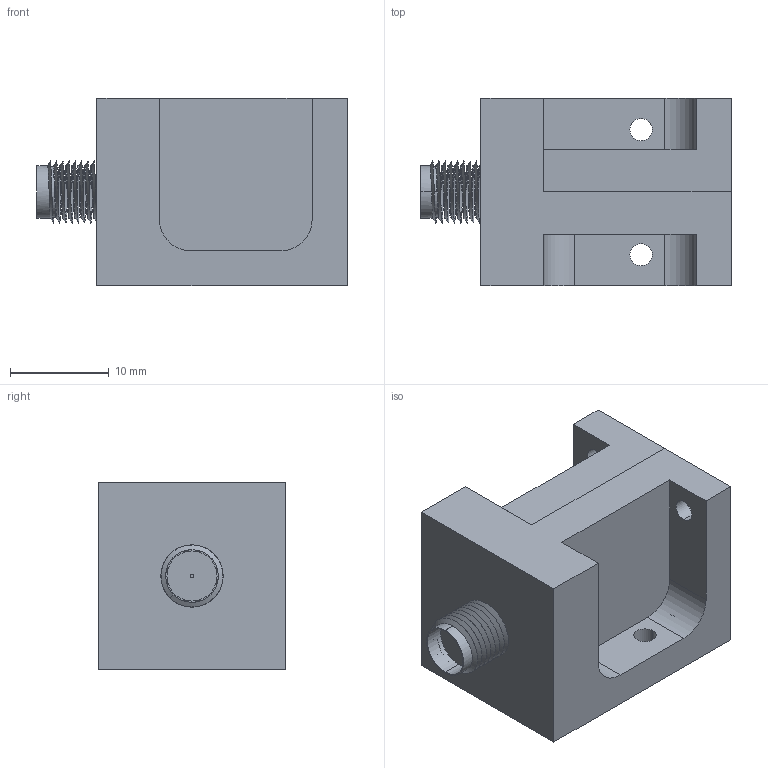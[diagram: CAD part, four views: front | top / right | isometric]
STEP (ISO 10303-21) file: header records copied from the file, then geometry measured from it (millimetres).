
FILE_DESCRIPTION (( 'STEP AP203' ), '1' );
FILE_NAME ('SFB-28-N1.STEP', '2018-08-28T21:22:12', ( '' ), ( '' ), 'SwSTEP 2.0', 'SolidWorks 2016', '' );
FILE_SCHEMA (( 'CONFIG_CONTROL_DESIGN' ));
Length unit declared in the file: inch
Products named in the file (1): SFB-28-N1
Bounding box: 31.5 x 19.05 x 19.05 mm (x, y, z)
Surface area: 3747.2 mm2 (no closed solid volume)
Topology: 0 solids, 7 shells, 178 faces, 476 edges, 311 vertices
Faces by surface type: cylinder 81, plane 61, cone 35, bspline 1
Entity records: 6481 total; most frequent: CARTESIAN_POINT 2142, DIRECTION 892, ORIENTED_EDGE 815, EDGE_CURVE 476, AXIS2_PLACEMENT_3D 330, VERTEX_POINT 311, LINE 232, VECTOR 232
